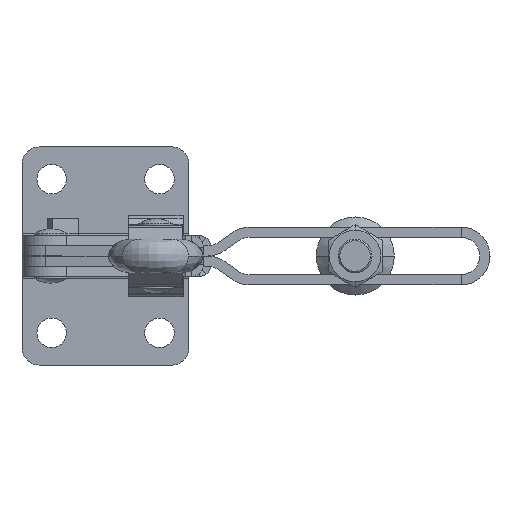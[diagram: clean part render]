
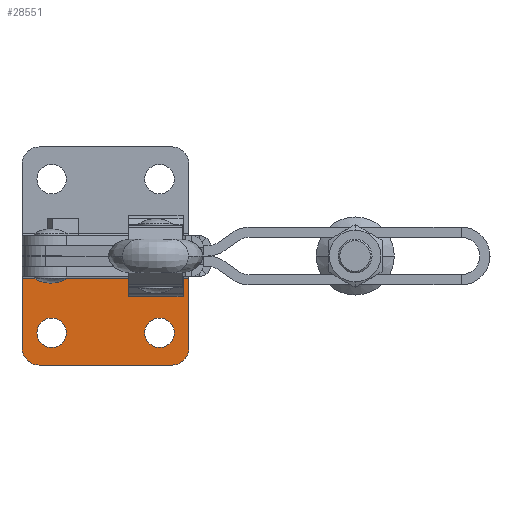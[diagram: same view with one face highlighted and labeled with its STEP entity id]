
A CAD part, front view. The second image highlights one B-rep face of the part: STEP entity #28551.
In plain terms, the highlighted face is planar.
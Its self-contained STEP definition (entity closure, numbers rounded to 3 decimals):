
#32 = VERTEX_POINT ( 'NONE', #24260 ) ;
#75 = VERTEX_POINT ( 'NONE', #24339 ) ;
#97 = VERTEX_POINT ( 'NONE', #18089 ) ;
#2861 = CARTESIAN_POINT ( 'NONE',  ( -15.2, 27., 65. ) ) ;
#2905 = CARTESIAN_POINT ( 'NONE',  ( -47., 27., 65. ) ) ;
#2931 = CARTESIAN_POINT ( 'NONE',  ( -47., 18.3, 65. ) ) ;
#2935 = CARTESIAN_POINT ( 'NONE',  ( -15.2, 18.3, 65. ) ) ;
#3894 = AXIS2_PLACEMENT_3D ( 'NONE', #11440, #11441, #11442 ) ;
#3896 = AXIS2_PLACEMENT_3D ( 'NONE', #11450, #11451, #11452 ) ;
#3985 = AXIS2_PLACEMENT_3D ( 'NONE', #30173, #30174, #30175 ) ;
#3989 = AXIS2_PLACEMENT_3D ( 'NONE', #30198, #30199, #30200 ) ;
#3990 = AXIS2_PLACEMENT_3D ( 'NONE', #30203, #30204, #30205 ) ;
#3991 = AXIS2_PLACEMENT_3D ( 'NONE', #30216, #30217, #30218 ) ;
#4186 = AXIS2_PLACEMENT_3D ( 'NONE', #6703, #6698, #6706 ) ;
#5484 = EDGE_CURVE ( 'NONE', #23216, #23136, #13108, .T. ) ;
#5488 = EDGE_CURVE ( 'NONE', #23212, #23186, #13116, .T. ) ;
#6698 = DIRECTION ( 'NONE',  ( 0., 0., -1. ) ) ;
#6703 = CARTESIAN_POINT ( 'NONE',  ( -11.5, 27.15, 65. ) ) ;
#6704 = PLANE ( 'NONE',  #4186 ) ;
#6706 = DIRECTION ( 'NONE',  ( 0., -1., 0. ) ) ;
#11440 = CARTESIAN_POINT ( 'NONE',  ( -15.2, 22.65, 65. ) ) ;
#11441 = DIRECTION ( 'NONE',  ( 0., 0., -1. ) ) ;
#11442 = DIRECTION ( 'NONE',  ( 0., 1., 0. ) ) ;
#11450 = CARTESIAN_POINT ( 'NONE',  ( -47., 22.65, 65. ) ) ;
#11451 = DIRECTION ( 'NONE',  ( 0., 0., -1. ) ) ;
#11452 = DIRECTION ( 'NONE',  ( 0., 1., 0. ) ) ;
#13108 = CIRCLE ( 'NONE', #3894, 4.35 ) ;
#13116 = CIRCLE ( 'NONE', #3896, 4.35 ) ;
#13459 = LINE ( 'NONE', #30151, #13464 ) ;
#13464 = VECTOR ( 'NONE', #30157, 1000. ) ;
#13472 = LINE ( 'NONE', #30163, #13476 ) ;
#13473 = CIRCLE ( 'NONE', #3985, 4.35 ) ;
#13476 = VECTOR ( 'NONE', #30168, 1000. ) ;
#13482 = CIRCLE ( 'NONE', #3989, 4.35 ) ;
#13485 = CIRCLE ( 'NONE', #3990, 5. ) ;
#13495 = CIRCLE ( 'NONE', #3991, 5. ) ;
#13497 = LINE ( 'NONE', #30211, #13499 ) ;
#13499 = VECTOR ( 'NONE', #30208, 1000. ) ;
#13516 = LINE ( 'NONE', #30247, #13519 ) ;
#13519 = VECTOR ( 'NONE', #30248, 1000. ) ;
#14755 = ORIENTED_EDGE ( 'NONE', *, *, #23544, .T. ) ;
#14756 = ORIENTED_EDGE ( 'NONE', *, *, #23526, .T. ) ;
#14758 = ORIENTED_EDGE ( 'NONE', *, *, #23533, .T. ) ;
#14771 = ORIENTED_EDGE ( 'NONE', *, *, #5488, .F. ) ;
#14778 = ORIENTED_EDGE ( 'NONE', *, *, #23525, .F. ) ;
#14780 = ORIENTED_EDGE ( 'NONE', *, *, #23532, .T. ) ;
#14784 = ORIENTED_EDGE ( 'NONE', *, *, #23519, .F. ) ;
#14786 = ORIENTED_EDGE ( 'NONE', *, *, #23511, .T. ) ;
#14790 = ORIENTED_EDGE ( 'NONE', *, *, #23517, .F. ) ;
#14796 = ORIENTED_EDGE ( 'NONE', *, *, #5484, .F. ) ;
#18089 = CARTESIAN_POINT ( 'NONE',  ( -11.5, 32.15, 65. ) ) ;
#21178 = EDGE_LOOP ( 'NONE', ( #14755, #14790, #14758, #14756, #14786, #14780 ) ) ;
#21326 = EDGE_LOOP ( 'NONE', ( #14778, #14796 ) ) ;
#21542 = EDGE_LOOP ( 'NONE', ( #14784, #14771 ) ) ;
#23136 = VERTEX_POINT ( 'NONE', #2861 ) ;
#23186 = VERTEX_POINT ( 'NONE', #2905 ) ;
#23212 = VERTEX_POINT ( 'NONE', #2931 ) ;
#23216 = VERTEX_POINT ( 'NONE', #2935 ) ;
#23511 = EDGE_CURVE ( 'NONE', #32, #97, #13459, .T. ) ;
#23517 = EDGE_CURVE ( 'NONE', #31227, #31130, #13472, .T. ) ;
#23519 = EDGE_CURVE ( 'NONE', #23186, #23212, #13473, .T. ) ;
#23525 = EDGE_CURVE ( 'NONE', #23136, #23216, #13482, .T. ) ;
#23526 = EDGE_CURVE ( 'NONE', #31201, #32, #13485, .T. ) ;
#23532 = EDGE_CURVE ( 'NONE', #97, #75, #13495, .T. ) ;
#23533 = EDGE_CURVE ( 'NONE', #31227, #31201, #13497, .T. ) ;
#23544 = EDGE_CURVE ( 'NONE', #75, #31130, #13516, .T. ) ;
#24260 = CARTESIAN_POINT ( 'NONE',  ( -50.7, 32.15, 65. ) ) ;
#24339 = CARTESIAN_POINT ( 'NONE',  ( -6.5, 27.15, 65. ) ) ;
#25492 = FACE_OUTER_BOUND ( 'NONE', #21178, .T. ) ;
#25494 = FACE_BOUND ( 'NONE', #21326, .T. ) ;
#25497 = FACE_BOUND ( 'NONE', #21542, .T. ) ;
#28551 = ADVANCED_FACE ( 'NONE', ( #25494, #25497, #25492 ), #6704, .T. ) ;
#30151 = CARTESIAN_POINT ( 'NONE',  ( -11.5, 32.15, 65. ) ) ;
#30157 = DIRECTION ( 'NONE',  ( 1., 0., 0. ) ) ;
#30163 = CARTESIAN_POINT ( 'NONE',  ( -55.7, 6.5, 65. ) ) ;
#30168 = DIRECTION ( 'NONE',  ( 1., 0., 0. ) ) ;
#30173 = CARTESIAN_POINT ( 'NONE',  ( -47., 22.65, 65. ) ) ;
#30174 = DIRECTION ( 'NONE',  ( 0., 0., -1. ) ) ;
#30175 = DIRECTION ( 'NONE',  ( 0., 1., 0. ) ) ;
#30198 = CARTESIAN_POINT ( 'NONE',  ( -15.2, 22.65, 65. ) ) ;
#30199 = DIRECTION ( 'NONE',  ( 0., 0., -1. ) ) ;
#30200 = DIRECTION ( 'NONE',  ( 0., 1., 0. ) ) ;
#30203 = CARTESIAN_POINT ( 'NONE',  ( -50.7, 27.15, 65. ) ) ;
#30204 = DIRECTION ( 'NONE',  ( 0., 0., -1. ) ) ;
#30205 = DIRECTION ( 'NONE',  ( 0., -1., 0. ) ) ;
#30208 = DIRECTION ( 'NONE',  ( 0., 1., 0. ) ) ;
#30211 = CARTESIAN_POINT ( 'NONE',  ( -55.7, 27.15, 65. ) ) ;
#30216 = CARTESIAN_POINT ( 'NONE',  ( -11.5, 27.15, 65. ) ) ;
#30217 = DIRECTION ( 'NONE',  ( 0., 0., -1. ) ) ;
#30218 = DIRECTION ( 'NONE',  ( 0., -1., 0. ) ) ;
#30247 = CARTESIAN_POINT ( 'NONE',  ( -6.5, 6., 65. ) ) ;
#30248 = DIRECTION ( 'NONE',  ( 0., -1., 0. ) ) ;
#31130 = VERTEX_POINT ( 'NONE', #32034 ) ;
#31201 = VERTEX_POINT ( 'NONE', #32101 ) ;
#31227 = VERTEX_POINT ( 'NONE', #32121 ) ;
#32034 = CARTESIAN_POINT ( 'NONE',  ( -6.5, 6.5, 65. ) ) ;
#32101 = CARTESIAN_POINT ( 'NONE',  ( -55.7, 27.15, 65. ) ) ;
#32121 = CARTESIAN_POINT ( 'NONE',  ( -55.7, 6.5, 65. ) ) ;
